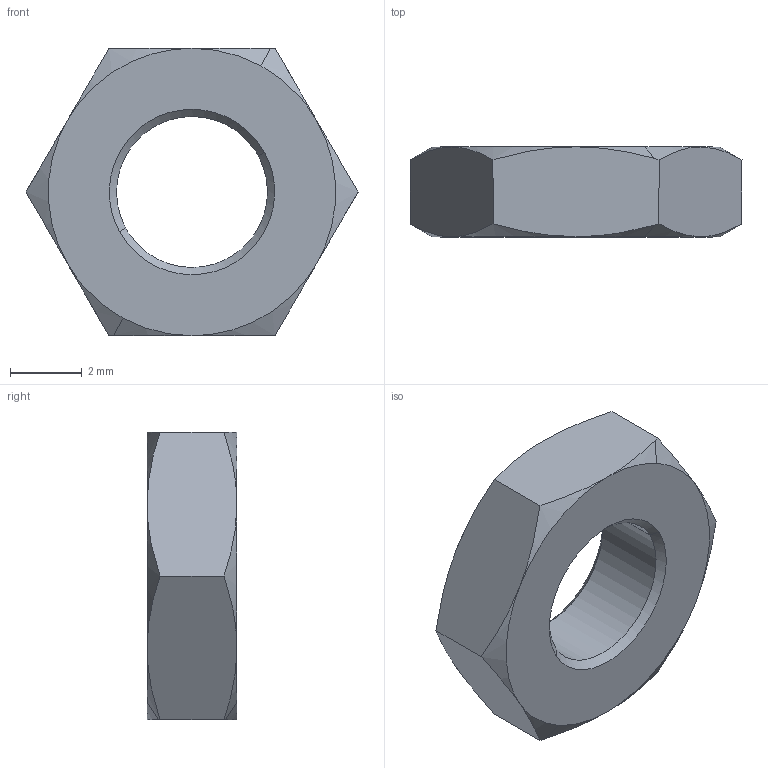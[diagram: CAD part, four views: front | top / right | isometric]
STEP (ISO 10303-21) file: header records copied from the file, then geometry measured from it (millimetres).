
FILE_DESCRIPTION(( 'RA.01.00.M5.stp' ), '1');
FILE_NAME( 'RA.01.00.M5.stp', '2018-11-09T15:45:35',( 'Sopra'),('sopra-pneumatic.com'), 'SwSTEP 2.0','SolidWorks 2009','' );
FILE_SCHEMA (('CONFIG_CONTROL_DESIGN'));
Length unit declared in the file: millimetre
Products named in the file (1): Document
Bounding box: 9.24 x 2.5 x 8 mm (x, y, z)
Surface area: 177.2 mm2 (no closed solid volume)
Topology: 0 solids, 30 shells, 30 faces, 136 edges, 136 vertices
Faces by surface type: bspline 22, plane 8
Entity records: 1888 total; most frequent: CARTESIAN_POINT 1124, ORIENTED_EDGE 136, EDGE_CURVE 136, VERTEX_POINT 136, B_SPLINE_CURVE_WITH_KNOTS 88, EDGE_LOOP 32, SHELL_BASED_SURFACE_MODEL 30, OPEN_SHELL 30
